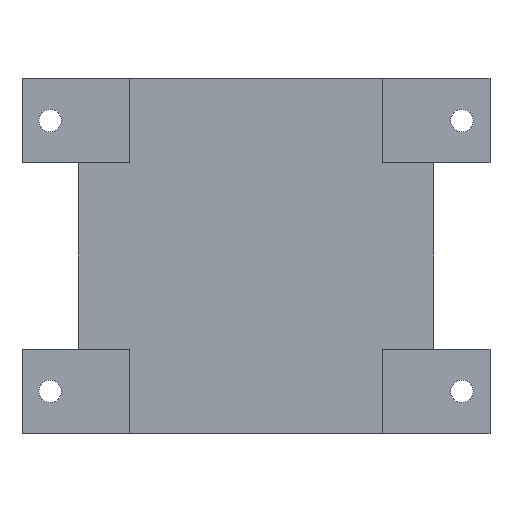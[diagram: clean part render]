
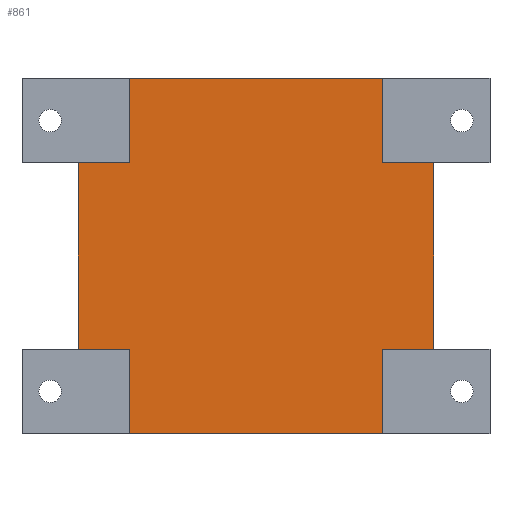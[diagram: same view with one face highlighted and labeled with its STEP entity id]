
A CAD part, front view. The second image highlights one B-rep face of the part: STEP entity #861.
In plain terms, the highlighted planar face has unit normal (0, -1, 0).
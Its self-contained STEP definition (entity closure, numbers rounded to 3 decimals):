
#47=PLANE('',#944);
#95=FACE_OUTER_BOUND('',#147,.T.);
#147=EDGE_LOOP('',(#739,#740,#741,#742,#743,#744,#745,#746,#747,#748,#749,
#750));
#185=LINE('',#1248,#289);
#197=LINE('',#1281,#301);
#211=LINE('',#1317,#315);
#214=LINE('',#1323,#318);
#218=LINE('',#1332,#322);
#222=LINE('',#1339,#326);
#225=LINE('',#1345,#329);
#228=LINE('',#1351,#332);
#232=LINE('',#1360,#336);
#236=LINE('',#1367,#340);
#239=LINE('',#1372,#343);
#240=LINE('',#1373,#344);
#289=VECTOR('',#1016,10.);
#301=VECTOR('',#1046,10.);
#315=VECTOR('',#1078,10.);
#318=VECTOR('',#1083,10.);
#322=VECTOR('',#1091,10.);
#326=VECTOR('',#1097,10.);
#329=VECTOR('',#1104,10.);
#332=VECTOR('',#1109,10.);
#336=VECTOR('',#1117,10.);
#340=VECTOR('',#1123,10.);
#343=VECTOR('',#1130,10.);
#344=VECTOR('',#1131,10.);
#409=VERTEX_POINT('',#1245);
#410=VERTEX_POINT('',#1247);
#421=VERTEX_POINT('',#1278);
#422=VERTEX_POINT('',#1280);
#435=VERTEX_POINT('',#1316);
#437=VERTEX_POINT('',#1322);
#439=VERTEX_POINT('',#1330);
#440=VERTEX_POINT('',#1331);
#443=VERTEX_POINT('',#1344);
#445=VERTEX_POINT('',#1350);
#447=VERTEX_POINT('',#1358);
#448=VERTEX_POINT('',#1359);
#497=EDGE_CURVE('',#410,#409,#185,.T.);
#513=EDGE_CURVE('',#422,#421,#197,.T.);
#531=EDGE_CURVE('',#421,#435,#211,.T.);
#534=EDGE_CURVE('',#435,#437,#214,.T.);
#538=EDGE_CURVE('',#439,#440,#218,.T.);
#542=EDGE_CURVE('',#440,#410,#222,.T.);
#545=EDGE_CURVE('',#443,#422,#225,.T.);
#548=EDGE_CURVE('',#445,#443,#228,.T.);
#552=EDGE_CURVE('',#447,#448,#232,.T.);
#556=EDGE_CURVE('',#409,#447,#236,.T.);
#559=EDGE_CURVE('',#437,#439,#239,.T.);
#560=EDGE_CURVE('',#448,#445,#240,.T.);
#739=ORIENTED_EDGE('',*,*,#531,.T.);
#740=ORIENTED_EDGE('',*,*,#534,.T.);
#741=ORIENTED_EDGE('',*,*,#559,.T.);
#742=ORIENTED_EDGE('',*,*,#538,.T.);
#743=ORIENTED_EDGE('',*,*,#542,.T.);
#744=ORIENTED_EDGE('',*,*,#497,.T.);
#745=ORIENTED_EDGE('',*,*,#556,.T.);
#746=ORIENTED_EDGE('',*,*,#552,.T.);
#747=ORIENTED_EDGE('',*,*,#560,.T.);
#748=ORIENTED_EDGE('',*,*,#548,.T.);
#749=ORIENTED_EDGE('',*,*,#545,.T.);
#750=ORIENTED_EDGE('',*,*,#513,.T.);
#861=ADVANCED_FACE('',(#95),#47,.T.);
#944=AXIS2_PLACEMENT_3D('',#1371,#1128,#1129);
#1016=DIRECTION('',(0.,0.,-1.));
#1046=DIRECTION('',(0.,0.,1.));
#1078=DIRECTION('',(-1.,0.,0.));
#1083=DIRECTION('',(0.,0.,1.));
#1091=DIRECTION('',(0.,0.,-1.));
#1097=DIRECTION('',(-1.,0.,0.));
#1104=DIRECTION('',(1.,0.,0.));
#1109=DIRECTION('',(0.,0.,1.));
#1117=DIRECTION('',(0.,0.,-1.));
#1123=DIRECTION('',(1.,0.,0.));
#1128=DIRECTION('center_axis',(0.,-1.,0.));
#1129=DIRECTION('ref_axis',(0.,0.,-1.));
#1130=DIRECTION('',(-1.,0.,0.));
#1131=DIRECTION('',(1.,0.,0.));
#1245=CARTESIAN_POINT('',(-31.5,-4.5,-16.5));
#1247=CARTESIAN_POINT('',(-31.5,-4.5,16.5));
#1248=CARTESIAN_POINT('',(-31.5,-4.5,-31.5));
#1278=CARTESIAN_POINT('',(31.5,-4.5,16.5));
#1280=CARTESIAN_POINT('',(31.5,-4.5,-16.5));
#1281=CARTESIAN_POINT('',(31.5,-4.5,31.5));
#1316=CARTESIAN_POINT('',(22.5,-4.5,16.5));
#1317=CARTESIAN_POINT('',(11.25,-4.5,16.5));
#1322=CARTESIAN_POINT('',(22.5,-4.5,31.5));
#1323=CARTESIAN_POINT('',(22.5,-4.5,15.75));
#1330=CARTESIAN_POINT('',(-22.5,-4.5,31.5));
#1331=CARTESIAN_POINT('',(-22.5,-4.5,16.5));
#1332=CARTESIAN_POINT('',(-22.5,-4.5,8.25));
#1339=CARTESIAN_POINT('',(-15.75,-4.5,16.5));
#1344=CARTESIAN_POINT('',(22.5,-4.5,-16.5));
#1345=CARTESIAN_POINT('',(15.75,-4.5,-16.5));
#1350=CARTESIAN_POINT('',(22.5,-4.5,-31.5));
#1351=CARTESIAN_POINT('',(22.5,-4.5,-8.25));
#1358=CARTESIAN_POINT('',(-22.5,-4.5,-16.5));
#1359=CARTESIAN_POINT('',(-22.5,-4.5,-31.5));
#1360=CARTESIAN_POINT('',(-22.5,-4.5,-15.75));
#1367=CARTESIAN_POINT('',(-11.25,-4.5,-16.5));
#1371=CARTESIAN_POINT('Origin',(0.,-4.5,0.));
#1372=CARTESIAN_POINT('',(-31.5,-4.5,31.5));
#1373=CARTESIAN_POINT('',(31.5,-4.5,-31.5));
